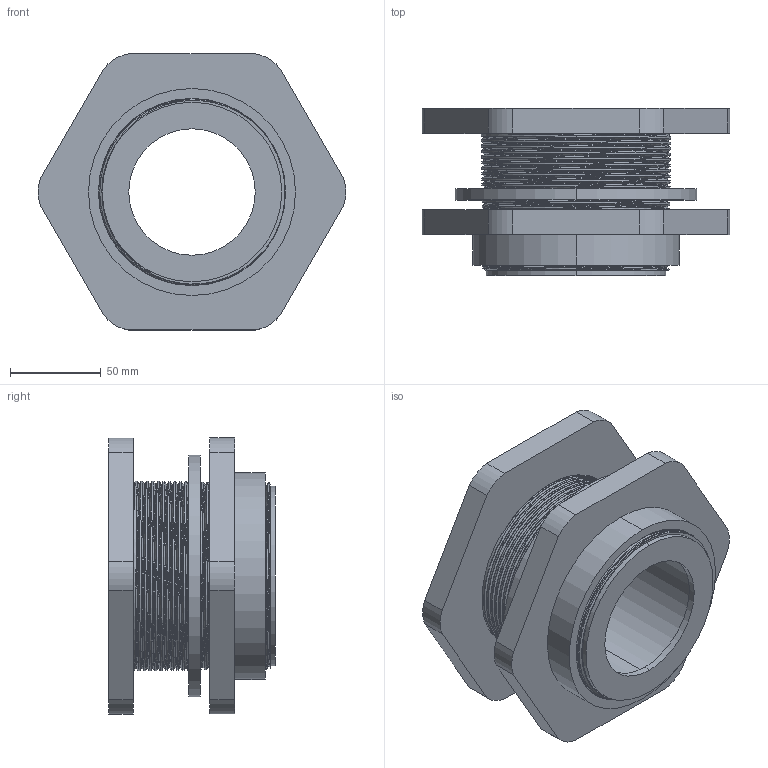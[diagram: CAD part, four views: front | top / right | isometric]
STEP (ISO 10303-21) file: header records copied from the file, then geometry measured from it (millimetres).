
FILE_DESCRIPTION (( 'STEP AP214' ), '1' );
FILE_NAME ('LM52-3890.STEP', '2021-01-05T16:30:14', ( '' ), ( '' ), 'SwSTEP 2.0', 'SolidWorks 2017', '' );
FILE_SCHEMA (( 'AUTOMOTIVE_DESIGN' ));
Length unit declared in the file: inch
Products named in the file (1): LM52-3890
Bounding box: 169.85 x 92.2 x 152.44 mm (x, y, z)
Volume: 710556.2 mm3; surface area: 161586.3 mm2
Topology: 2 solids, 2 shells, 131 faces, 349 edges, 232 vertices
Faces by surface type: cone 48, plane 39, cylinder 38, bspline 6
Entity records: 44508 total; most frequent: CARTESIAN_POINT 41342, ORIENTED_EDGE 698, DIRECTION 566, EDGE_CURVE 349, VERTEX_POINT 232, AXIS2_PLACEMENT_3D 209, LINE 148, VECTOR 148
